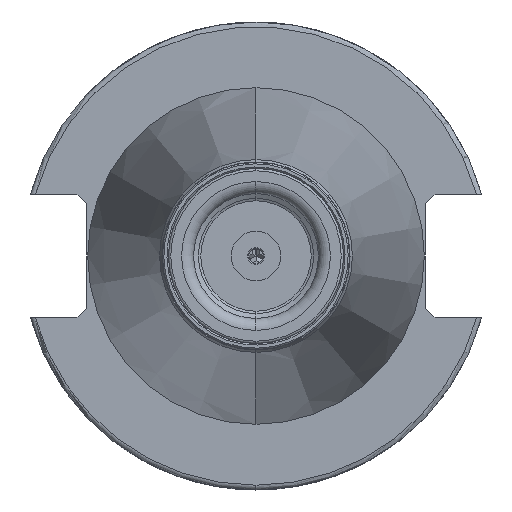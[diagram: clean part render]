
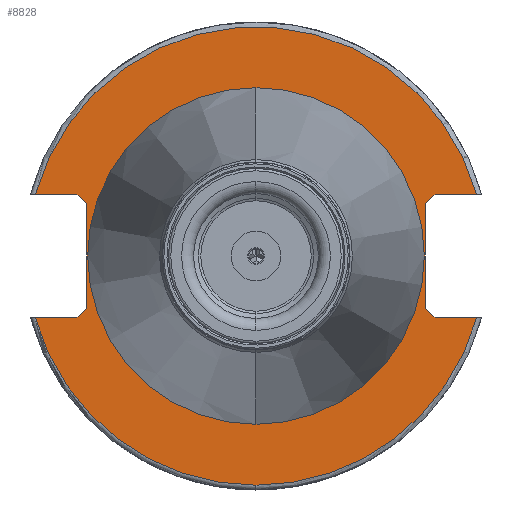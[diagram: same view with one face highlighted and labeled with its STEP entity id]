
A CAD part, front view. The second image highlights one B-rep face of the part: STEP entity #8828.
In plain terms, the highlighted face is planar.
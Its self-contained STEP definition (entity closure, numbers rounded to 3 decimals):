
#828 = CIRCLE ( 'NONE', #3473, 35.05 ) ;
#962 = CARTESIAN_POINT ( 'NONE',  ( 130., 29.75, -5.3 ) ) ;
#986 = CARTESIAN_POINT ( 'NONE',  ( 130., -35.3, 0. ) ) ;
#1056 = EDGE_CURVE ( 'NONE', #8895, #13822, #828, .T. ) ;
#1557 = VECTOR ( 'NONE', #11965, 1000. ) ;
#1733 = ORIENTED_EDGE ( 'NONE', *, *, #26813, .T. ) ;
#1763 = CARTESIAN_POINT ( 'NONE',  ( 130., 35.05, -12.85 ) ) ;
#2355 = VECTOR ( 'NONE', #38085, 1000. ) ;
#2988 = CARTESIAN_POINT ( 'NONE',  ( 130., -45.988, 12.85 ) ) ;
#3043 = VECTOR ( 'NONE', #24531, 1000. ) ;
#3097 = CARTESIAN_POINT ( 'NONE',  ( 130., -45.988, -12.85 ) ) ;
#3113 = CARTESIAN_POINT ( 'NONE',  ( 130., 29.75, 5.3 ) ) ;
#3257 = ORIENTED_EDGE ( 'NONE', *, *, #34513, .T. ) ;
#3473 = AXIS2_PLACEMENT_3D ( 'NONE', #27464, #9871, #30440 ) ;
#4043 = VECTOR ( 'NONE', #21543, 1000. ) ;
#4196 = CARTESIAN_POINT ( 'NONE',  ( 130., 5.3, -29.75 ) ) ;
#4570 = ORIENTED_EDGE ( 'NONE', *, *, #8511, .T. ) ;
#4701 = CARTESIAN_POINT ( 'NONE',  ( 130., -35.3, -10.85 ) ) ;
#5336 = VERTEX_POINT ( 'NONE', #14891 ) ;
#5457 = AXIS2_PLACEMENT_3D ( 'NONE', #24535, #6923, #27477 ) ;
#5636 = CARTESIAN_POINT ( 'NONE',  ( 130., 0., 35.05 ) ) ;
#5670 = DIRECTION ( 'NONE',  ( -1., 0., 0. ) ) ;
#5674 = VECTOR ( 'NONE', #22339, 1000. ) ;
#6441 = CARTESIAN_POINT ( 'NONE',  ( 130., 35.05, -12.85 ) ) ;
#6562 = CARTESIAN_POINT ( 'NONE',  ( 130., 0., -47.75 ) ) ;
#6923 = DIRECTION ( 'NONE',  ( -1., 0., 0. ) ) ;
#6969 = EDGE_CURVE ( 'NONE', #26130, #25897, #38101, .T. ) ;
#7132 = DIRECTION ( 'NONE',  ( 0., -0.707, 0.707 ) ) ;
#7148 = CARTESIAN_POINT ( 'NONE',  ( 130., 0., 0. ) ) ;
#7735 = AXIS2_PLACEMENT_3D ( 'NONE', #7148, #27729, #10129 ) ;
#8511 = EDGE_CURVE ( 'NONE', #19157, #34174, #10854, .T. ) ;
#8828 = ADVANCED_FACE ( 'NONE', ( #27861, #12202 ), #12518, .F. ) ;
#8895 = VERTEX_POINT ( 'NONE', #33496 ) ;
#9389 = LINE ( 'NONE', #3113, #1557 ) ;
#9514 = VECTOR ( 'NONE', #37385, 1000. ) ;
#9871 = DIRECTION ( 'NONE',  ( -1., 0., 0. ) ) ;
#10003 = CARTESIAN_POINT ( 'NONE',  ( 130., -37.3, -12.85 ) ) ;
#10129 = DIRECTION ( 'NONE',  ( 0., 0., -1. ) ) ;
#10483 = ORIENTED_EDGE ( 'NONE', *, *, #1056, .F. ) ;
#10560 = EDGE_CURVE ( 'NONE', #17004, #24706, #9389, .T. ) ;
#10854 = LINE ( 'NONE', #986, #3043 ) ;
#10866 = CARTESIAN_POINT ( 'NONE',  ( 130., 35.3, 0. ) ) ;
#10953 = EDGE_CURVE ( 'NONE', #18401, #31046, #32390, .T. ) ;
#11255 = ORIENTED_EDGE ( 'NONE', *, *, #19634, .T. ) ;
#11965 = DIRECTION ( 'NONE',  ( 0., -0.707, -0.707 ) ) ;
#12202 = FACE_BOUND ( 'NONE', #16757, .T. ) ;
#12518 = PLANE ( 'NONE',  #31022 ) ;
#12556 = LINE ( 'NONE', #1763, #5674 ) ;
#12579 = VERTEX_POINT ( 'NONE', #15296 ) ;
#12640 = DIRECTION ( 'NONE',  ( 1., 0., 0. ) ) ;
#12839 = EDGE_CURVE ( 'NONE', #31384, #29813, #12556, .T. ) ;
#13524 = DIRECTION ( 'NONE',  ( 0., -1., 0. ) ) ;
#13609 = CARTESIAN_POINT ( 'NONE',  ( 130., 0., 0. ) ) ;
#13822 = VERTEX_POINT ( 'NONE', #5636 ) ;
#14182 = ORIENTED_EDGE ( 'NONE', *, *, #10560, .T. ) ;
#14845 = EDGE_CURVE ( 'NONE', #5336, #18401, #32724, .T. ) ;
#14884 = CARTESIAN_POINT ( 'NONE',  ( 130., -35.3, 10.85 ) ) ;
#14891 = CARTESIAN_POINT ( 'NONE',  ( 130., -37.3, 12.85 ) ) ;
#14943 = ORIENTED_EDGE ( 'NONE', *, *, #6969, .T. ) ;
#15296 = CARTESIAN_POINT ( 'NONE',  ( 130., 45.988, -12.85 ) ) ;
#16582 = DIRECTION ( 'NONE',  ( 0., 0., 1. ) ) ;
#16757 = EDGE_LOOP ( 'NONE', ( #34858, #10483 ) ) ;
#16893 = VECTOR ( 'NONE', #7132, 1000. ) ;
#17004 = VERTEX_POINT ( 'NONE', #33823 ) ;
#17847 = CARTESIAN_POINT ( 'NONE',  ( 130., 35.3, -10.85 ) ) ;
#18299 = EDGE_CURVE ( 'NONE', #29813, #19157, #35207, .T. ) ;
#18401 = VERTEX_POINT ( 'NONE', #2988 ) ;
#18446 = CARTESIAN_POINT ( 'NONE',  ( 130., 35.05, 0. ) ) ;
#19040 = LINE ( 'NONE', #31136, #25032 ) ;
#19157 = VERTEX_POINT ( 'NONE', #4701 ) ;
#19312 = CARTESIAN_POINT ( 'NONE',  ( 130., 45.988, 12.85 ) ) ;
#19634 = EDGE_CURVE ( 'NONE', #31046, #17004, #19040, .T. ) ;
#19913 = AXIS2_PLACEMENT_3D ( 'NONE', #13609, #34193, #16582 ) ;
#20763 = CARTESIAN_POINT ( 'NONE',  ( 130., 35.3, 10.85 ) ) ;
#21543 = DIRECTION ( 'NONE',  ( 0., 0.707, -0.707 ) ) ;
#22146 = VERTEX_POINT ( 'NONE', #6562 ) ;
#22187 = EDGE_LOOP ( 'NONE', ( #26565, #31678, #30432, #31005, #4570, #1733, #37245, #26439, #11255, #14182, #3257, #14943, #36447 ) ) ;
#22339 = DIRECTION ( 'NONE',  ( 0., 1., 0. ) ) ;
#22846 = LINE ( 'NONE', #4196, #16893 ) ;
#23274 = CARTESIAN_POINT ( 'NONE',  ( 130., 0., 0. ) ) ;
#23304 = LINE ( 'NONE', #10866, #9514 ) ;
#24531 = DIRECTION ( 'NONE',  ( 0., 0., 1. ) ) ;
#24535 = CARTESIAN_POINT ( 'NONE',  ( 130., 0., 0. ) ) ;
#24706 = VERTEX_POINT ( 'NONE', #20763 ) ;
#25032 = VECTOR ( 'NONE', #13524, 1000. ) ;
#25897 = VERTEX_POINT ( 'NONE', #37174 ) ;
#26130 = VERTEX_POINT ( 'NONE', #17847 ) ;
#26248 = DIRECTION ( 'NONE',  ( 0., 0., -1. ) ) ;
#26258 = CARTESIAN_POINT ( 'NONE',  ( 130., 35.05, 12.85 ) ) ;
#26439 = ORIENTED_EDGE ( 'NONE', *, *, #10953, .T. ) ;
#26565 = ORIENTED_EDGE ( 'NONE', *, *, #31287, .T. ) ;
#26813 = EDGE_CURVE ( 'NONE', #34174, #5336, #22846, .T. ) ;
#27101 = CIRCLE ( 'NONE', #7735, 47.75 ) ;
#27373 = VECTOR ( 'NONE', #34886, 1000. ) ;
#27464 = CARTESIAN_POINT ( 'NONE',  ( 130., 0., 0. ) ) ;
#27477 = DIRECTION ( 'NONE',  ( 0., 0., -1. ) ) ;
#27729 = DIRECTION ( 'NONE',  ( -1., 0., 0. ) ) ;
#27861 = FACE_OUTER_BOUND ( 'NONE', #22187, .T. ) ;
#29181 = LINE ( 'NONE', #6441, #36071 ) ;
#29813 = VERTEX_POINT ( 'NONE', #10003 ) ;
#30432 = ORIENTED_EDGE ( 'NONE', *, *, #12839, .T. ) ;
#30440 = DIRECTION ( 'NONE',  ( 0., 0., 1. ) ) ;
#31005 = ORIENTED_EDGE ( 'NONE', *, *, #18299, .T. ) ;
#31022 = AXIS2_PLACEMENT_3D ( 'NONE', #18446, #12640, #33242 ) ;
#31046 = VERTEX_POINT ( 'NONE', #19312 ) ;
#31136 = CARTESIAN_POINT ( 'NONE',  ( 130., 35.05, 12.85 ) ) ;
#31287 = EDGE_CURVE ( 'NONE', #12579, #22146, #32212, .T. ) ;
#31384 = VERTEX_POINT ( 'NONE', #3097 ) ;
#31678 = ORIENTED_EDGE ( 'NONE', *, *, #32067, .T. ) ;
#32067 = EDGE_CURVE ( 'NONE', #22146, #31384, #27101, .T. ) ;
#32212 = CIRCLE ( 'NONE', #33620, 47.75 ) ;
#32390 = CIRCLE ( 'NONE', #5457, 47.75 ) ;
#32724 = LINE ( 'NONE', #26258, #2355 ) ;
#32939 = DIRECTION ( 'NONE',  ( 0., 1., 0. ) ) ;
#33242 = DIRECTION ( 'NONE',  ( 0., 0., -1. ) ) ;
#33496 = CARTESIAN_POINT ( 'NONE',  ( 130., 0., -35.05 ) ) ;
#33620 = AXIS2_PLACEMENT_3D ( 'NONE', #23274, #5670, #26248 ) ;
#33823 = CARTESIAN_POINT ( 'NONE',  ( 130., 37.3, 12.85 ) ) ;
#34174 = VERTEX_POINT ( 'NONE', #14884 ) ;
#34193 = DIRECTION ( 'NONE',  ( -1., 0., 0. ) ) ;
#34513 = EDGE_CURVE ( 'NONE', #24706, #26130, #23304, .T. ) ;
#34858 = ORIENTED_EDGE ( 'NONE', *, *, #35709, .F. ) ;
#34886 = DIRECTION ( 'NONE',  ( 0., 0.707, 0.707 ) ) ;
#35027 = CARTESIAN_POINT ( 'NONE',  ( 130., 5.3, 29.75 ) ) ;
#35207 = LINE ( 'NONE', #35027, #27373 ) ;
#35709 = EDGE_CURVE ( 'NONE', #13822, #8895, #36595, .T. ) ;
#36071 = VECTOR ( 'NONE', #32939, 1000. ) ;
#36447 = ORIENTED_EDGE ( 'NONE', *, *, #36846, .T. ) ;
#36595 = CIRCLE ( 'NONE', #19913, 35.05 ) ;
#36846 = EDGE_CURVE ( 'NONE', #25897, #12579, #29181, .T. ) ;
#37174 = CARTESIAN_POINT ( 'NONE',  ( 130., 37.3, -12.85 ) ) ;
#37245 = ORIENTED_EDGE ( 'NONE', *, *, #14845, .T. ) ;
#37385 = DIRECTION ( 'NONE',  ( 0., 0., -1. ) ) ;
#38085 = DIRECTION ( 'NONE',  ( 0., -1., 0. ) ) ;
#38101 = LINE ( 'NONE', #962, #4043 ) ;
